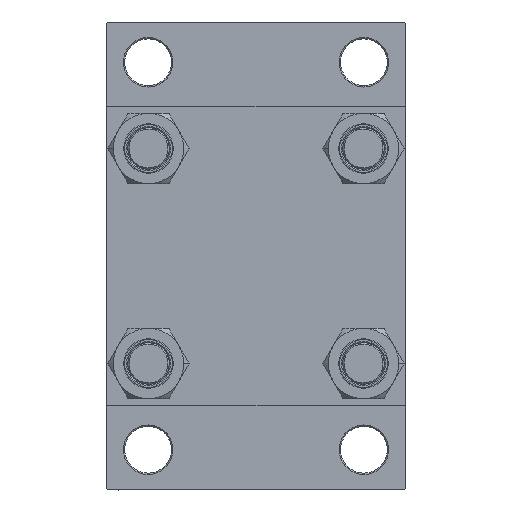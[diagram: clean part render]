
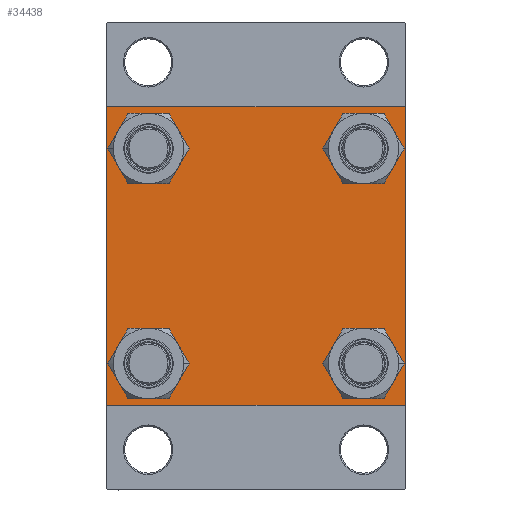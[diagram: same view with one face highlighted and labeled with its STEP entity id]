
A CAD part, left-side view. The second image highlights one B-rep face of the part: STEP entity #34438.
In plain terms, the highlighted planar face has unit normal (-1, 0, 0).
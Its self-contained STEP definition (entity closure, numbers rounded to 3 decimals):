
#775 = ORIENTED_EDGE ( 'NONE', *, *, #39180, .T. ) ;
#1217 = ORIENTED_EDGE ( 'NONE', *, *, #42585, .T. ) ;
#1462 = DIRECTION ( 'NONE',  ( 0., 0., 1. ) ) ;
#1610 = DIRECTION ( 'NONE',  ( 0., 0., 1. ) ) ;
#1612 = CARTESIAN_POINT ( 'NONE',  ( 0., -41.35, 49.85 ) ) ;
#1859 = DIRECTION ( 'NONE',  ( 1., 0., 0. ) ) ;
#2074 = CIRCLE ( 'NONE', #37191, 8.5 ) ;
#2231 = ORIENTED_EDGE ( 'NONE', *, *, #33351, .T. ) ;
#3191 = CARTESIAN_POINT ( 'NONE',  ( 0., -41.35, -41.35 ) ) ;
#3448 = VERTEX_POINT ( 'NONE', #47872 ) ;
#4215 = EDGE_CURVE ( 'NONE', #8227, #38413, #45549, .T. ) ;
#4380 = EDGE_LOOP ( 'NONE', ( #35476, #34210 ) ) ;
#4475 = EDGE_CURVE ( 'NONE', #30410, #3448, #7343, .T. ) ;
#4793 = CARTESIAN_POINT ( 'NONE',  ( 0., -57., -57.5 ) ) ;
#4922 = CARTESIAN_POINT ( 'NONE',  ( 0., 57.5, -57.5 ) ) ;
#5121 = LINE ( 'NONE', #31537, #37701 ) ;
#5229 = EDGE_LOOP ( 'NONE', ( #23805, #48235, #22388, #45510, #13308, #37652, #25005, #775 ) ) ;
#5414 = CARTESIAN_POINT ( 'NONE',  ( 0., -41.35, 32.85 ) ) ;
#5653 = CARTESIAN_POINT ( 'NONE',  ( 0., -57.5, 57. ) ) ;
#6077 = FACE_BOUND ( 'NONE', #44393, .T. ) ;
#6319 = FACE_BOUND ( 'NONE', #23263, .T. ) ;
#6853 = DIRECTION ( 'NONE',  ( 1., 0., 0. ) ) ;
#7124 = VECTOR ( 'NONE', #16891, 1000. ) ;
#7291 = VECTOR ( 'NONE', #27145, 1000. ) ;
#7343 = LINE ( 'NONE', #19281, #16393 ) ;
#7840 = CARTESIAN_POINT ( 'NONE',  ( 0., -57.5, 57.5 ) ) ;
#8227 = VERTEX_POINT ( 'NONE', #4793 ) ;
#8236 = DIRECTION ( 'NONE',  ( 1., 0., 0. ) ) ;
#8670 = EDGE_CURVE ( 'NONE', #43399, #44397, #13429, .T. ) ;
#9984 = DIRECTION ( 'NONE',  ( -1., 0., 0. ) ) ;
#9998 = EDGE_CURVE ( 'NONE', #33239, #39617, #25205, .T. ) ;
#10039 = DIRECTION ( 'NONE',  ( 0., 0., 1. ) ) ;
#10174 = CARTESIAN_POINT ( 'NONE',  ( 0., -41.35, 41.35 ) ) ;
#10263 = EDGE_CURVE ( 'NONE', #27487, #16354, #5121, .T. ) ;
#10666 = AXIS2_PLACEMENT_3D ( 'NONE', #21045, #36004, #38267 ) ;
#10671 = VECTOR ( 'NONE', #18523, 1000. ) ;
#10847 = VERTEX_POINT ( 'NONE', #11357 ) ;
#11089 = CIRCLE ( 'NONE', #45466, 8.5 ) ;
#11213 = DIRECTION ( 'NONE',  ( 0., -1., 0. ) ) ;
#11357 = CARTESIAN_POINT ( 'NONE',  ( 0., 41.35, -32.85 ) ) ;
#12502 = ORIENTED_EDGE ( 'NONE', *, *, #41868, .T. ) ;
#12715 = CARTESIAN_POINT ( 'NONE',  ( 0., -57., 57.5 ) ) ;
#13007 = CIRCLE ( 'NONE', #10666, 8.5 ) ;
#13171 = CARTESIAN_POINT ( 'NONE',  ( 0., 41.35, -41.35 ) ) ;
#13308 = ORIENTED_EDGE ( 'NONE', *, *, #30847, .F. ) ;
#13387 = FACE_BOUND ( 'NONE', #20908, .T. ) ;
#13429 = CIRCLE ( 'NONE', #16539, 8.5 ) ;
#13642 = FACE_OUTER_BOUND ( 'NONE', #5229, .T. ) ;
#13680 = ORIENTED_EDGE ( 'NONE', *, *, #47845, .T. ) ;
#13887 = CARTESIAN_POINT ( 'NONE',  ( 0., 0., 0. ) ) ;
#14270 = AXIS2_PLACEMENT_3D ( 'NONE', #10174, #46643, #20188 ) ;
#15168 = AXIS2_PLACEMENT_3D ( 'NONE', #3191, #47942, #37152 ) ;
#15695 = EDGE_CURVE ( 'NONE', #39558, #30410, #41465, .T. ) ;
#16105 = DIRECTION ( 'NONE',  ( 0., 0.707, 0.707 ) ) ;
#16354 = VERTEX_POINT ( 'NONE', #12715 ) ;
#16393 = VECTOR ( 'NONE', #37659, 1000. ) ;
#16454 = VERTEX_POINT ( 'NONE', #41049 ) ;
#16539 = AXIS2_PLACEMENT_3D ( 'NONE', #25427, #6853, #10039 ) ;
#16891 = DIRECTION ( 'NONE',  ( 0., -1., 0. ) ) ;
#17307 = FACE_BOUND ( 'NONE', #4380, .T. ) ;
#17555 = DIRECTION ( 'NONE',  ( 0., 0., 1. ) ) ;
#18523 = DIRECTION ( 'NONE',  ( 0., 0.707, -0.707 ) ) ;
#19023 = LINE ( 'NONE', #44500, #35524 ) ;
#19281 = CARTESIAN_POINT ( 'NONE',  ( 0., 57.25, -57.25 ) ) ;
#19724 = CARTESIAN_POINT ( 'NONE',  ( 0., 57.5, -57. ) ) ;
#19763 = DIRECTION ( 'NONE',  ( 1., 0., 0. ) ) ;
#20063 = LINE ( 'NONE', #4922, #7124 ) ;
#20188 = DIRECTION ( 'NONE',  ( 0., 0., 1. ) ) ;
#20487 = VERTEX_POINT ( 'NONE', #34374 ) ;
#20619 = CARTESIAN_POINT ( 'NONE',  ( 0., 41.35, 32.85 ) ) ;
#20908 = EDGE_LOOP ( 'NONE', ( #1217, #12502 ) ) ;
#21045 = CARTESIAN_POINT ( 'NONE',  ( 0., 41.35, -41.35 ) ) ;
#21537 = EDGE_CURVE ( 'NONE', #3448, #8227, #20063, .T. ) ;
#22388 = ORIENTED_EDGE ( 'NONE', *, *, #21537, .T. ) ;
#22970 = LINE ( 'NONE', #7840, #7291 ) ;
#23263 = EDGE_LOOP ( 'NONE', ( #26066, #2231 ) ) ;
#23717 = CIRCLE ( 'NONE', #41718, 8.5 ) ;
#23805 = ORIENTED_EDGE ( 'NONE', *, *, #15695, .T. ) ;
#24223 = CARTESIAN_POINT ( 'NONE',  ( 0., 41.35, 41.35 ) ) ;
#24755 = EDGE_CURVE ( 'NONE', #20487, #45229, #11089, .T. ) ;
#25005 = ORIENTED_EDGE ( 'NONE', *, *, #34318, .F. ) ;
#25190 = CARTESIAN_POINT ( 'NONE',  ( 0., -41.35, -49.85 ) ) ;
#25205 = CIRCLE ( 'NONE', #14270, 8.5 ) ;
#25340 = CIRCLE ( 'NONE', #15168, 8.5 ) ;
#25427 = CARTESIAN_POINT ( 'NONE',  ( 0., -41.35, -41.35 ) ) ;
#26066 = ORIENTED_EDGE ( 'NONE', *, *, #24755, .T. ) ;
#26270 = AXIS2_PLACEMENT_3D ( 'NONE', #13171, #19763, #1462 ) ;
#26329 = CARTESIAN_POINT ( 'NONE',  ( 0., -41.35, 41.35 ) ) ;
#27145 = DIRECTION ( 'NONE',  ( 0., 0., -1. ) ) ;
#27306 = CARTESIAN_POINT ( 'NONE',  ( 0., 41.35, -49.85 ) ) ;
#27487 = VERTEX_POINT ( 'NONE', #5653 ) ;
#27999 = CARTESIAN_POINT ( 'NONE',  ( 0., 41.35, 41.35 ) ) ;
#28503 = AXIS2_PLACEMENT_3D ( 'NONE', #13887, #9984, #17555 ) ;
#30038 = CARTESIAN_POINT ( 'NONE',  ( 0., 57.25, 57.25 ) ) ;
#30383 = CARTESIAN_POINT ( 'NONE',  ( 0., -57.25, -57.25 ) ) ;
#30410 = VERTEX_POINT ( 'NONE', #19724 ) ;
#30567 = ORIENTED_EDGE ( 'NONE', *, *, #9998, .T. ) ;
#30847 = EDGE_CURVE ( 'NONE', #27487, #38413, #22970, .T. ) ;
#31537 = CARTESIAN_POINT ( 'NONE',  ( 0., -57.25, 57.25 ) ) ;
#33239 = VERTEX_POINT ( 'NONE', #5414 ) ;
#33351 = EDGE_CURVE ( 'NONE', #45229, #20487, #23717, .T. ) ;
#33445 = DIRECTION ( 'NONE',  ( 0., 0., 1. ) ) ;
#33582 = VECTOR ( 'NONE', #41141, 1000. ) ;
#33646 = DIRECTION ( 'NONE',  ( 0., 0., -1. ) ) ;
#34210 = ORIENTED_EDGE ( 'NONE', *, *, #34261, .T. ) ;
#34261 = EDGE_CURVE ( 'NONE', #44397, #43399, #25340, .T. ) ;
#34318 = EDGE_CURVE ( 'NONE', #16454, #16354, #19023, .T. ) ;
#34374 = CARTESIAN_POINT ( 'NONE',  ( 0., 41.35, 49.85 ) ) ;
#34438 = ADVANCED_FACE ( 'NONE', ( #6077, #17307, #13387, #6319, #13642 ), #39102, .T. ) ;
#35476 = ORIENTED_EDGE ( 'NONE', *, *, #8670, .T. ) ;
#35524 = VECTOR ( 'NONE', #11213, 1000. ) ;
#36004 = DIRECTION ( 'NONE',  ( 1., 0., 0. ) ) ;
#37152 = DIRECTION ( 'NONE',  ( 0., 0., 1. ) ) ;
#37191 = AXIS2_PLACEMENT_3D ( 'NONE', #26329, #8236, #33445 ) ;
#37558 = CARTESIAN_POINT ( 'NONE',  ( 0., 57.5, 57.5 ) ) ;
#37652 = ORIENTED_EDGE ( 'NONE', *, *, #10263, .T. ) ;
#37659 = DIRECTION ( 'NONE',  ( 0., -0.707, -0.707 ) ) ;
#37701 = VECTOR ( 'NONE', #16105, 1000. ) ;
#38267 = DIRECTION ( 'NONE',  ( 0., 0., 1. ) ) ;
#38413 = VERTEX_POINT ( 'NONE', #40916 ) ;
#39102 = PLANE ( 'NONE',  #28503 ) ;
#39169 = DIRECTION ( 'NONE',  ( 0., 0., 1. ) ) ;
#39180 = EDGE_CURVE ( 'NONE', #16454, #39558, #41523, .T. ) ;
#39558 = VERTEX_POINT ( 'NONE', #41960 ) ;
#39617 = VERTEX_POINT ( 'NONE', #1612 ) ;
#39656 = DIRECTION ( 'NONE',  ( 1., 0., 0. ) ) ;
#40916 = CARTESIAN_POINT ( 'NONE',  ( 0., -57.5, -57. ) ) ;
#41049 = CARTESIAN_POINT ( 'NONE',  ( 0., 57., 57.5 ) ) ;
#41141 = DIRECTION ( 'NONE',  ( 0., -0.707, 0.707 ) ) ;
#41465 = LINE ( 'NONE', #37558, #41678 ) ;
#41523 = LINE ( 'NONE', #30038, #10671 ) ;
#41678 = VECTOR ( 'NONE', #33646, 1000. ) ;
#41718 = AXIS2_PLACEMENT_3D ( 'NONE', #24223, #39656, #39169 ) ;
#41868 = EDGE_CURVE ( 'NONE', #42211, #10847, #43522, .T. ) ;
#41960 = CARTESIAN_POINT ( 'NONE',  ( 0., 57.5, 57. ) ) ;
#42211 = VERTEX_POINT ( 'NONE', #27306 ) ;
#42585 = EDGE_CURVE ( 'NONE', #10847, #42211, #13007, .T. ) ;
#43399 = VERTEX_POINT ( 'NONE', #43614 ) ;
#43522 = CIRCLE ( 'NONE', #26270, 8.5 ) ;
#43614 = CARTESIAN_POINT ( 'NONE',  ( 0., -41.35, -32.85 ) ) ;
#44393 = EDGE_LOOP ( 'NONE', ( #13680, #30567 ) ) ;
#44397 = VERTEX_POINT ( 'NONE', #25190 ) ;
#44500 = CARTESIAN_POINT ( 'NONE',  ( 0., 57.5, 57.5 ) ) ;
#45229 = VERTEX_POINT ( 'NONE', #20619 ) ;
#45466 = AXIS2_PLACEMENT_3D ( 'NONE', #27999, #1859, #1610 ) ;
#45510 = ORIENTED_EDGE ( 'NONE', *, *, #4215, .T. ) ;
#45549 = LINE ( 'NONE', #30383, #33582 ) ;
#46643 = DIRECTION ( 'NONE',  ( 1., 0., 0. ) ) ;
#47845 = EDGE_CURVE ( 'NONE', #39617, #33239, #2074, .T. ) ;
#47872 = CARTESIAN_POINT ( 'NONE',  ( 0., 57., -57.5 ) ) ;
#47942 = DIRECTION ( 'NONE',  ( 1., 0., 0. ) ) ;
#48235 = ORIENTED_EDGE ( 'NONE', *, *, #4475, .T. ) ;
